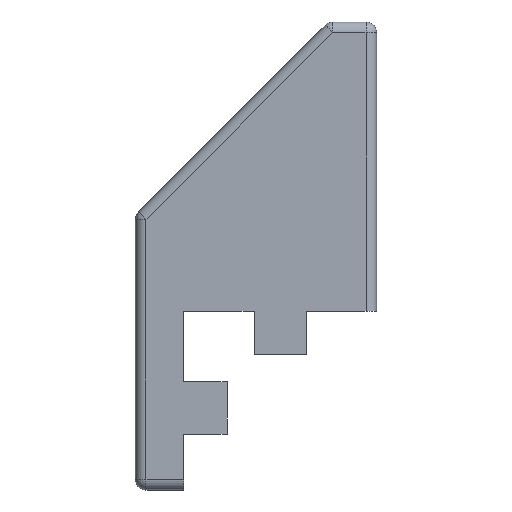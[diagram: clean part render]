
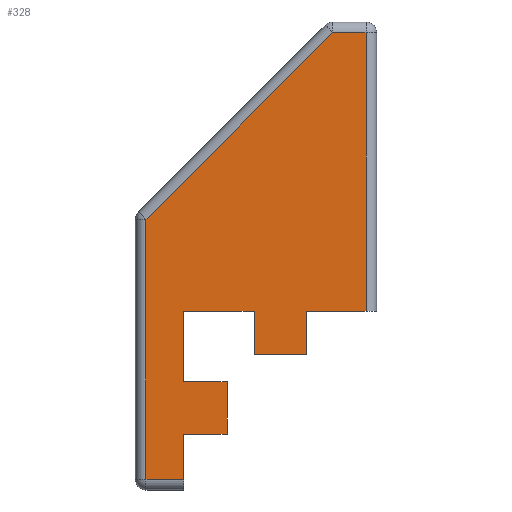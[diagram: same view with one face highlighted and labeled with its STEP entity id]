
A CAD part, left-side view. The second image highlights one B-rep face of the part: STEP entity #328.
In plain terms, the highlighted planar face has unit normal (-1, 0, 0).
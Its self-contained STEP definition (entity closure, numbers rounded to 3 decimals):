
#3 = ORIENTED_EDGE ( 'NONE', *, *, #1632, .T. ) ;
#5 = ORIENTED_EDGE ( 'NONE', *, *, #774, .T. ) ;
#37 = CARTESIAN_POINT ( 'NONE',  ( 131., 10., 2.7 ) ) ;
#61 = ORIENTED_EDGE ( 'NONE', *, *, #128, .T. ) ;
#68 = EDGE_LOOP ( 'NONE', ( #719, #322, #1745, #737, #146, #3, #446, #829, #5, #157, #419, #363, #162, #61, #890 ) ) ;
#82 = VECTOR ( 'NONE', #865, 1000. ) ;
#96 = CARTESIAN_POINT ( 'NONE',  ( 131., 5.5, -2.7 ) ) ;
#113 = CARTESIAN_POINT ( 'NONE',  ( 131., 16.722, 16.722 ) ) ;
#128 = EDGE_CURVE ( 'NONE', #1333, #1259, #1342, .T. ) ;
#138 = VECTOR ( 'NONE', #569, 1000. ) ;
#146 = ORIENTED_EDGE ( 'NONE', *, *, #315, .T. ) ;
#157 = ORIENTED_EDGE ( 'NONE', *, *, #1122, .T. ) ;
#162 = ORIENTED_EDGE ( 'NONE', *, *, #1593, .T. ) ;
#174 = VECTOR ( 'NONE', #369, 1000. ) ;
#184 = EDGE_CURVE ( 'NONE', #985, #198, #282, .T. ) ;
#198 = VERTEX_POINT ( 'NONE', #879 ) ;
#204 = VECTOR ( 'NONE', #1174, 1000. ) ;
#210 = DIRECTION ( 'NONE',  ( 0., -1., 0. ) ) ;
#223 = CARTESIAN_POINT ( 'NONE',  ( 131., 10., -2.7 ) ) ;
#228 = CARTESIAN_POINT ( 'NONE',  ( 131., 5.5, 2.7 ) ) ;
#239 = CARTESIAN_POINT ( 'NONE',  ( 131., 10., -2.7 ) ) ;
#242 = VECTOR ( 'NONE', #1752, 1000. ) ;
#247 = DIRECTION ( 'NONE',  ( 0., 1., 0. ) ) ;
#251 = CARTESIAN_POINT ( 'NONE',  ( 131., 0., 0. ) ) ;
#268 = EDGE_CURVE ( 'NONE', #845, #985, #1915, .T. ) ;
#274 = CARTESIAN_POINT ( 'NONE',  ( 131., 2.7, 5.5 ) ) ;
#281 = CARTESIAN_POINT ( 'NONE',  ( 131., 0., -7.4 ) ) ;
#282 = LINE ( 'NONE', #113, #1302 ) ;
#315 = EDGE_CURVE ( 'NONE', #198, #495, #1317, .T. ) ;
#322 = ORIENTED_EDGE ( 'NONE', *, *, #1419, .T. ) ;
#328 = ADVANCED_FACE ( 'NONE', ( #1481 ), #1604, .F. ) ;
#361 = CARTESIAN_POINT ( 'NONE',  ( 131., 10., 10. ) ) ;
#363 = ORIENTED_EDGE ( 'NONE', *, *, #1009, .T. ) ;
#369 = DIRECTION ( 'NONE',  ( 0., 0., 1. ) ) ;
#392 = VERTEX_POINT ( 'NONE', #1213 ) ;
#393 = VECTOR ( 'NONE', #885, 1000. ) ;
#409 = LINE ( 'NONE', #239, #611 ) ;
#419 = ORIENTED_EDGE ( 'NONE', *, *, #1801, .T. ) ;
#445 = CARTESIAN_POINT ( 'NONE',  ( 131., -2.7, 5.5 ) ) ;
#446 = ORIENTED_EDGE ( 'NONE', *, *, #1345, .T. ) ;
#495 = VERTEX_POINT ( 'NONE', #1225 ) ;
#523 = VECTOR ( 'NONE', #247, 1000. ) ;
#547 = AXIS2_PLACEMENT_3D ( 'NONE', #251, #1412, #1934 ) ;
#569 = DIRECTION ( 'NONE',  ( 0., 0., 1. ) ) ;
#611 = VECTOR ( 'NONE', #1602, 1000. ) ;
#627 = VERTEX_POINT ( 'NONE', #223 ) ;
#632 = CARTESIAN_POINT ( 'NONE',  ( 131., 5.5, -2.7 ) ) ;
#637 = CARTESIAN_POINT ( 'NONE',  ( 131., -5.456, 38.9 ) ) ;
#713 = DIRECTION ( 'NONE',  ( 0., 1., 0. ) ) ;
#718 = CARTESIAN_POINT ( 'NONE',  ( 131., -2.7, 10. ) ) ;
#719 = ORIENTED_EDGE ( 'NONE', *, *, #1176, .T. ) ;
#728 = CARTESIAN_POINT ( 'NONE',  ( 131., -2.7, 10. ) ) ;
#737 = ORIENTED_EDGE ( 'NONE', *, *, #184, .T. ) ;
#762 = EDGE_CURVE ( 'NONE', #627, #1684, #409, .T. ) ;
#773 = VECTOR ( 'NONE', #880, 1000. ) ;
#774 = EDGE_CURVE ( 'NONE', #1684, #1108, #1446, .T. ) ;
#819 = DIRECTION ( 'NONE',  ( 0., 0., -1. ) ) ;
#827 = CARTESIAN_POINT ( 'NONE',  ( 131., 10., 2.7 ) ) ;
#829 = ORIENTED_EDGE ( 'NONE', *, *, #762, .T. ) ;
#845 = VERTEX_POINT ( 'NONE', #1323 ) ;
#857 = CARTESIAN_POINT ( 'NONE',  ( 131., -8.9, 10. ) ) ;
#865 = DIRECTION ( 'NONE',  ( 0., 0., -1. ) ) ;
#878 = LINE ( 'NONE', #1311, #82 ) ;
#879 = CARTESIAN_POINT ( 'NONE',  ( 131., 13.9, 19.544 ) ) ;
#880 = DIRECTION ( 'NONE',  ( 0., -1., 0. ) ) ;
#885 = DIRECTION ( 'NONE',  ( 0., -1., 0. ) ) ;
#890 = ORIENTED_EDGE ( 'NONE', *, *, #1479, .T. ) ;
#893 = LINE ( 'NONE', #281, #393 ) ;
#963 = CARTESIAN_POINT ( 'NONE',  ( 131., 2.7, 5.5 ) ) ;
#985 = VERTEX_POINT ( 'NONE', #637 ) ;
#992 = VECTOR ( 'NONE', #819, 1000. ) ;
#1009 = EDGE_CURVE ( 'NONE', #392, #1353, #1258, .T. ) ;
#1014 = CARTESIAN_POINT ( 'NONE',  ( 131., 0., 38.9 ) ) ;
#1057 = LINE ( 'NONE', #728, #773 ) ;
#1108 = VERTEX_POINT ( 'NONE', #228 ) ;
#1122 = EDGE_CURVE ( 'NONE', #1108, #1390, #1599, .T. ) ;
#1136 = CARTESIAN_POINT ( 'NONE',  ( 131., -2.7, 5.5 ) ) ;
#1151 = VERTEX_POINT ( 'NONE', #718 ) ;
#1167 = CARTESIAN_POINT ( 'NONE',  ( 131., 10., 2.7 ) ) ;
#1171 = CARTESIAN_POINT ( 'NONE',  ( 131., 13.9, 0. ) ) ;
#1174 = DIRECTION ( 'NONE',  ( 0., -1., 0. ) ) ;
#1176 = EDGE_CURVE ( 'NONE', #1151, #1471, #1057, .T. ) ;
#1189 = VERTEX_POINT ( 'NONE', #1774 ) ;
#1213 = CARTESIAN_POINT ( 'NONE',  ( 131., 10., 10. ) ) ;
#1225 = CARTESIAN_POINT ( 'NONE',  ( 131., 13.9, -7.4 ) ) ;
#1258 = LINE ( 'NONE', #361, #1464 ) ;
#1259 = VERTEX_POINT ( 'NONE', #445 ) ;
#1302 = VECTOR ( 'NONE', #1312, 1000. ) ;
#1311 = CARTESIAN_POINT ( 'NONE',  ( 131., 2.7, 5.5 ) ) ;
#1312 = DIRECTION ( 'NONE',  ( 0., 0.707, -0.707 ) ) ;
#1317 = LINE ( 'NONE', #1171, #992 ) ;
#1323 = CARTESIAN_POINT ( 'NONE',  ( 131., -8.9, 38.9 ) ) ;
#1333 = VERTEX_POINT ( 'NONE', #963 ) ;
#1342 = LINE ( 'NONE', #274, #204 ) ;
#1345 = EDGE_CURVE ( 'NONE', #1189, #627, #1705, .T. ) ;
#1353 = VERTEX_POINT ( 'NONE', #1555 ) ;
#1362 = DIRECTION ( 'NONE',  ( 0., 0., 1. ) ) ;
#1389 = CARTESIAN_POINT ( 'NONE',  ( 131., 10., -2.7 ) ) ;
#1390 = VERTEX_POINT ( 'NONE', #37 ) ;
#1412 = DIRECTION ( 'NONE',  ( 1., 0., 0. ) ) ;
#1419 = EDGE_CURVE ( 'NONE', #1471, #845, #1876, .T. ) ;
#1446 = LINE ( 'NONE', #96, #138 ) ;
#1464 = VECTOR ( 'NONE', #210, 1000. ) ;
#1471 = VERTEX_POINT ( 'NONE', #857 ) ;
#1479 = EDGE_CURVE ( 'NONE', #1259, #1151, #1613, .T. ) ;
#1481 = FACE_OUTER_BOUND ( 'NONE', #68, .T. ) ;
#1555 = CARTESIAN_POINT ( 'NONE',  ( 131., 2.7, 10. ) ) ;
#1592 = DIRECTION ( 'NONE',  ( 0., 0., 1. ) ) ;
#1593 = EDGE_CURVE ( 'NONE', #1353, #1333, #878, .T. ) ;
#1595 = CARTESIAN_POINT ( 'NONE',  ( 131., -8.9, 0. ) ) ;
#1596 = VECTOR ( 'NONE', #1592, 1000. ) ;
#1599 = LINE ( 'NONE', #1167, #523 ) ;
#1602 = DIRECTION ( 'NONE',  ( 0., -1., 0. ) ) ;
#1604 = PLANE ( 'NONE',  #547 ) ;
#1613 = LINE ( 'NONE', #1136, #242 ) ;
#1632 = EDGE_CURVE ( 'NONE', #495, #1189, #893, .T. ) ;
#1684 = VERTEX_POINT ( 'NONE', #632 ) ;
#1705 = LINE ( 'NONE', #1389, #1917 ) ;
#1712 = LINE ( 'NONE', #827, #1596 ) ;
#1745 = ORIENTED_EDGE ( 'NONE', *, *, #268, .T. ) ;
#1752 = DIRECTION ( 'NONE',  ( 0., 0., 1. ) ) ;
#1774 = CARTESIAN_POINT ( 'NONE',  ( 131., 10., -7.4 ) ) ;
#1801 = EDGE_CURVE ( 'NONE', #1390, #392, #1712, .T. ) ;
#1876 = LINE ( 'NONE', #1595, #174 ) ;
#1915 = LINE ( 'NONE', #1014, #1918 ) ;
#1917 = VECTOR ( 'NONE', #1362, 1000. ) ;
#1918 = VECTOR ( 'NONE', #713, 1000. ) ;
#1934 = DIRECTION ( 'NONE',  ( 0., 0., -1. ) ) ;
